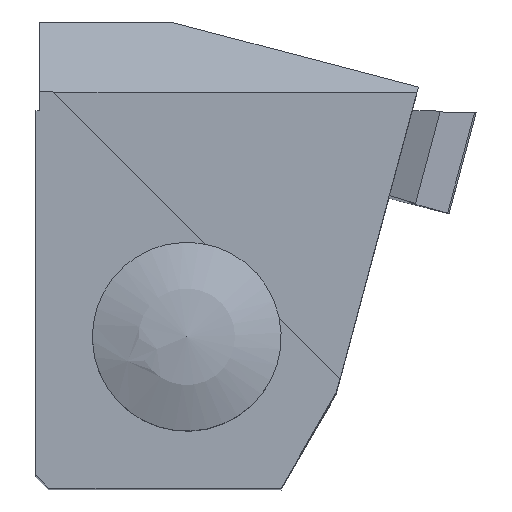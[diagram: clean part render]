
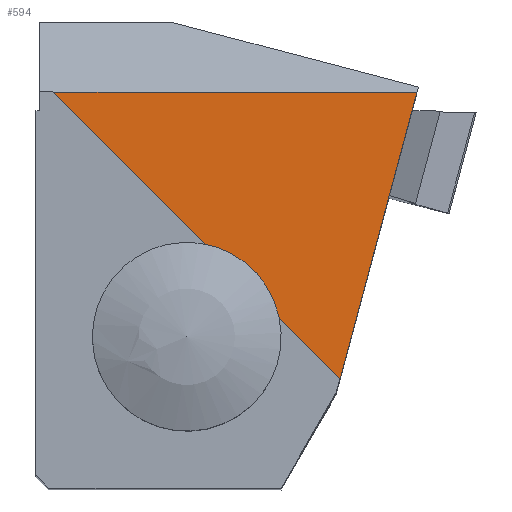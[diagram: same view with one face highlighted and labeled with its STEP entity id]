
A CAD part, top view. The second image highlights one B-rep face of the part: STEP entity #594.
In plain terms, the highlighted planar face has unit normal (0, 0, 1).
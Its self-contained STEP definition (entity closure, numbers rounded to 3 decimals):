
#410=FACE_OUTER_BOUND('',#998,.T.);
#594=ADVANCED_FACE('',(#410),#790,.T.);
#790=PLANE('',#3520);
#998=EDGE_LOOP('',(#1266,#1267,#1268));
#1266=ORIENTED_EDGE('',*,*,#2520,.T.);
#1267=ORIENTED_EDGE('',*,*,#2516,.T.);
#1268=ORIENTED_EDGE('',*,*,#2521,.F.);
#2198=VERTEX_POINT('',#4778);
#2199=VERTEX_POINT('',#4780);
#2202=VERTEX_POINT('',#4788);
#2516=EDGE_CURVE('',#2199,#2198,#2997,.T.);
#2520=EDGE_CURVE('',#2202,#2199,#3001,.T.);
#2521=EDGE_CURVE('',#2202,#2198,#3002,.T.);
#2997=LINE('',#4779,#3225);
#3001=LINE('',#4787,#3229);
#3002=LINE('',#4789,#3230);
#3225=VECTOR('',#3894,1.);
#3229=VECTOR('',#3900,1.);
#3230=VECTOR('',#3901,1.);
#3520=AXIS2_PLACEMENT_3D('',#4790,#3902,#3903);
#3894=DIRECTION('',(0.259,0.966,0.));
#3900=DIRECTION('',(0.707,-0.707,0.));
#3901=DIRECTION('',(1.,0.,0.));
#3902=DIRECTION('',(0.,0.,1.));
#3903=DIRECTION('',(-1.,0.,0.));
#4778=CARTESIAN_POINT('',(20.19,21.013,-40.6));
#4779=CARTESIAN_POINT('',(32.731,67.814,-40.6));
#4780=CARTESIAN_POINT('',(16.115,5.805,-40.6));
#4787=CARTESIAN_POINT('',(-13.435,35.355,-40.6));
#4788=CARTESIAN_POINT('',(0.907,21.013,-40.6));
#4789=CARTESIAN_POINT('',(21.92,21.013,-40.6));
#4790=CARTESIAN_POINT('',(21.92,70.711,-40.6));
